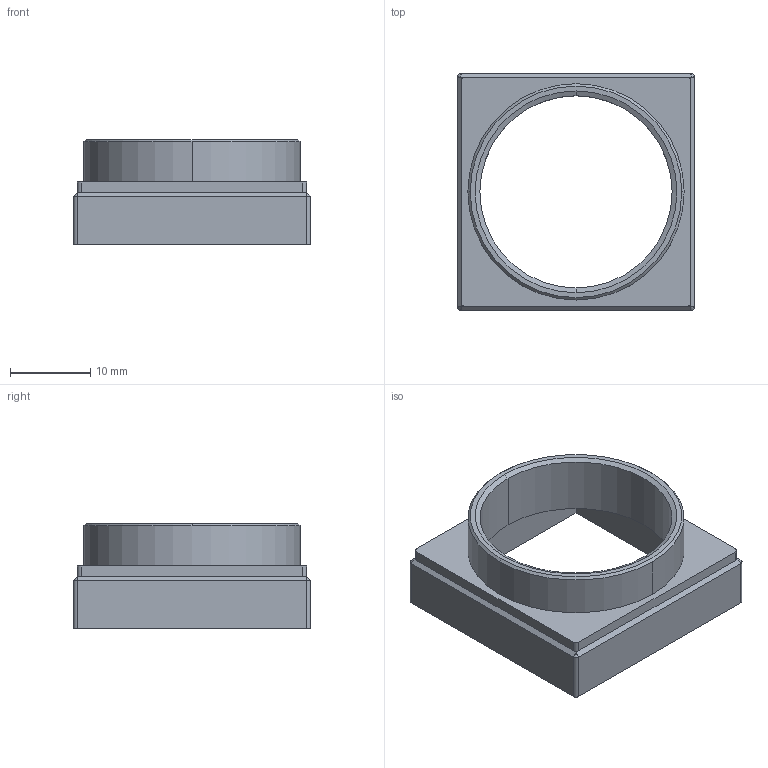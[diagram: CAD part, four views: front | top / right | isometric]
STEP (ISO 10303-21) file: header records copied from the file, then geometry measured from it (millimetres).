
FILE_DESCRIPTION (( 'STEP AP214' ), '1' );
FILE_NAME ('110_AW-H1B.STEP', '2021-01-15T08:10:53', ( 'IDEC' ), ( 'IDEC' ), 'SwSTEP 2.0', 'SolidWorks 2019', '' );
FILE_SCHEMA (( 'AUTOMOTIVE_DESIGN' ));
Length unit declared in the file: millimetre
Products named in the file (1): 110_AW-H1B
Bounding box: 29.6 x 29.6 x 13.1 mm (x, y, z)
Volume: 2263 mm3; surface area: 3314.9 mm2
Topology: 1 solids, 1 shells, 44 faces, 102 edges, 58 vertices
Faces by surface type: plane 24, cylinder 12, cone 8
Entity records: 1234 total; most frequent: DIRECTION 218, CARTESIAN_POINT 201, ORIENTED_EDGE 196, EDGE_CURVE 98, AXIS2_PLACEMENT_3D 75, VECTOR 68, LINE 68, VERTEX_POINT 58
